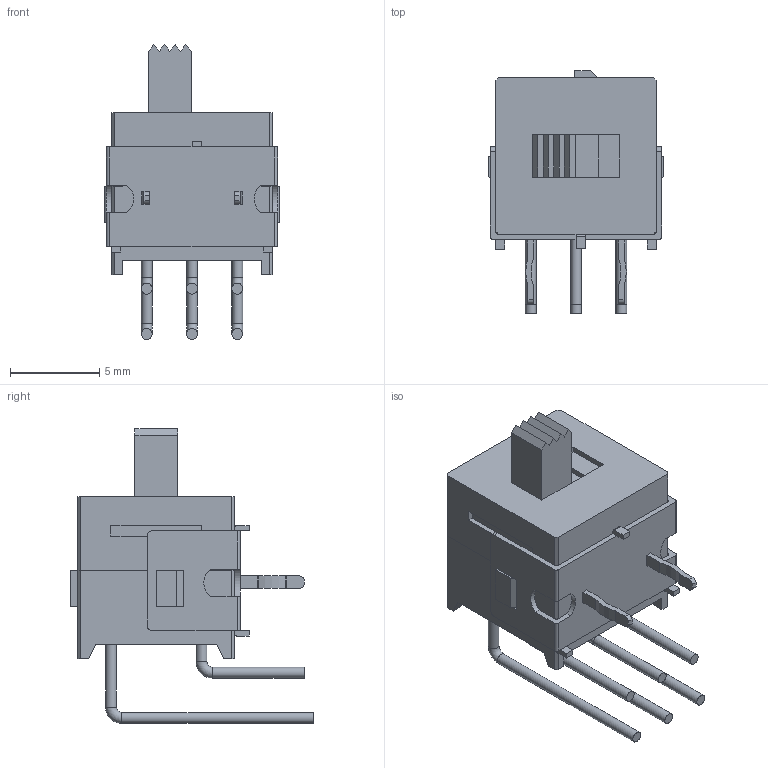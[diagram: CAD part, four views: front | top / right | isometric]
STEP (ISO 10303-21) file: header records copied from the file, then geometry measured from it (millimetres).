
FILE_DESCRIPTION( ( 'STEP AP214' ), '1' );
FILE_NAME( 'AS24CH.stp', '2021-09-12T02:56:52', ( 'License CC BY-ND 4.0' ), ( 'CADENAS' ), ' ', 'PARTsolutions', ' ' );
FILE_SCHEMA( ( 'AUTOMOTIVE_DESIGN { 1 0 10303 214 1 1 1 1 }' ) );
Length unit declared in the file: inch
Products named in the file (6): AS24CH; _AS24CHright22; _AS24CHright2; _AS24CHcright; _AS24CHtrh; _AS24CHra1
Assembly tree (5 placements, depth 2):
  AS24CH
    _AS24CHright22
    _AS24CHright2
    _AS24CHcright
    _AS24CHtrh
    _AS24CHra1
Bounding box: 9.8 x 13.61 x 16.54 mm (x, y, z)
Volume: 726.8 mm3; surface area: 1227.4 mm2
Topology: 5 solids, 5 shells, 208 faces, 552 edges, 362 vertices
Faces by surface type: plane 155, cylinder 47, torus 6
Full cylindrical faces by diameter (mm): 0.61 x12
Entity records: 8078 total; most frequent: CARTESIAN_POINT 1110, ORIENTED_EDGE 1068, DIRECTION 1056, EDGE_CURVE 534, LINE 440, VECTOR 440, VERTEX_POINT 362, AXIS2_PLACEMENT_3D 308
